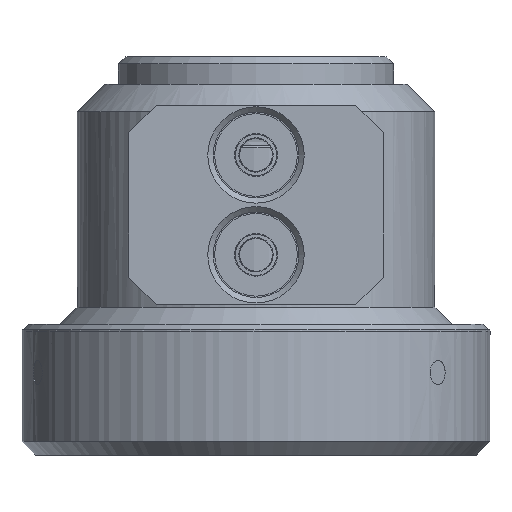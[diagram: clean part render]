
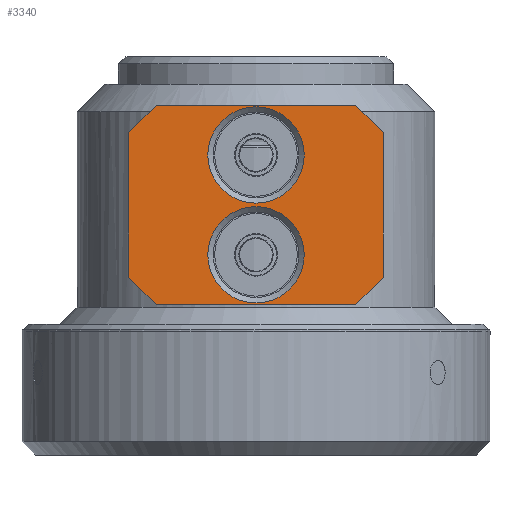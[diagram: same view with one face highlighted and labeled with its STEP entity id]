
A CAD part, front view. The second image highlights one B-rep face of the part: STEP entity #3340.
In plain terms, the highlighted face is planar.
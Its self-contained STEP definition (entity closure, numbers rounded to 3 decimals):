
#151=PLANE('',#3720);
#291=CIRCLE('',#3721,3.5);
#292=CIRCLE('',#3722,3.5);
#440=LINE('',#6812,#588);
#443=LINE('',#6818,#591);
#449=LINE('',#6831,#597);
#450=LINE('',#6833,#598);
#454=LINE('',#6842,#602);
#456=LINE('',#6849,#604);
#457=LINE('',#6851,#605);
#458=LINE('',#6852,#606);
#588=VECTOR('',#4201,1000.);
#591=VECTOR('',#4206,1000.);
#597=VECTOR('',#4214,1000.);
#598=VECTOR('',#4217,1000.);
#602=VECTOR('',#4223,1000.);
#604=VECTOR('',#4231,1000.);
#605=VECTOR('',#4232,1000.);
#606=VECTOR('',#4233,1000.);
#1095=ORIENTED_EDGE('',*,*,#1871,.T.);
#1096=ORIENTED_EDGE('',*,*,#1872,.T.);
#1097=ORIENTED_EDGE('',*,*,#1873,.T.);
#1098=ORIENTED_EDGE('',*,*,#1858,.F.);
#1099=ORIENTED_EDGE('',*,*,#1864,.T.);
#1100=ORIENTED_EDGE('',*,*,#1874,.T.);
#1101=ORIENTED_EDGE('',*,*,#1865,.T.);
#1102=ORIENTED_EDGE('',*,*,#1855,.T.);
#1103=ORIENTED_EDGE('',*,*,#1869,.T.);
#1104=ORIENTED_EDGE('',*,*,#1875,.T.);
#1855=EDGE_CURVE('',#2276,#2275,#440,.T.);
#1858=EDGE_CURVE('',#2278,#2279,#443,.T.);
#1864=EDGE_CURVE('',#2278,#2283,#449,.F.);
#1865=EDGE_CURVE('',#2284,#2276,#450,.F.);
#1869=EDGE_CURVE('',#2275,#2286,#454,.F.);
#1871=EDGE_CURVE('',#2288,#2288,#291,.F.);
#1872=EDGE_CURVE('',#2289,#2289,#292,.F.);
#1873=EDGE_CURVE('',#2290,#2279,#456,.F.);
#1874=EDGE_CURVE('',#2283,#2284,#457,.T.);
#1875=EDGE_CURVE('',#2286,#2290,#458,.T.);
#2275=VERTEX_POINT('',#6811);
#2276=VERTEX_POINT('',#6813);
#2278=VERTEX_POINT('',#6819);
#2279=VERTEX_POINT('',#6820);
#2283=VERTEX_POINT('',#6830);
#2284=VERTEX_POINT('',#6834);
#2286=VERTEX_POINT('',#6840);
#2288=VERTEX_POINT('',#6846);
#2289=VERTEX_POINT('',#6848);
#2290=VERTEX_POINT('',#6850);
#2656=EDGE_LOOP('',(#1095));
#2657=EDGE_LOOP('',(#1096));
#2658=EDGE_LOOP('',(#1097,#1098,#1099,#1100,#1101,#1102,#1103,#1104));
#3025=FACE_BOUND('',#2656,.T.);
#3026=FACE_BOUND('',#2657,.T.);
#3027=FACE_BOUND('',#2658,.T.);
#3340=ADVANCED_FACE('',(#3025,#3026,#3027),#151,.T.);
#3720=AXIS2_PLACEMENT_3D('',#6844,#4225,#4226);
#3721=AXIS2_PLACEMENT_3D('',#6845,#4227,#4228);
#3722=AXIS2_PLACEMENT_3D('',#6847,#4229,#4230);
#4201=DIRECTION('',(0.,0.,-1.));
#4206=DIRECTION('',(0.,0.,-1.));
#4214=DIRECTION('',(0.,-0.707,-0.707));
#4217=DIRECTION('',(0.,-0.707,0.707));
#4223=DIRECTION('',(0.,0.707,0.707));
#4225=DIRECTION('',(-1.,0.,0.));
#4226=DIRECTION('',(0.,0.,1.));
#4227=DIRECTION('',(-1.,0.,0.));
#4228=DIRECTION('',(0.,0.,1.));
#4229=DIRECTION('',(-1.,0.,0.));
#4230=DIRECTION('',(0.,0.,1.));
#4231=DIRECTION('',(0.,0.707,-0.707));
#4232=DIRECTION('',(0.,1.,0.));
#4233=DIRECTION('',(0.,-1.,0.));
#6811=CARTESIAN_POINT('',(78.6,-290.75,12.7));
#6812=CARTESIAN_POINT('',(78.6,-290.75,25.2));
#6813=CARTESIAN_POINT('',(78.6,-290.75,23.2));
#6818=CARTESIAN_POINT('',(78.6,-309.25,25.2));
#6819=CARTESIAN_POINT('',(78.6,-309.25,23.2));
#6820=CARTESIAN_POINT('',(78.6,-309.25,12.7));
#6830=CARTESIAN_POINT('',(78.6,-307.25,25.2));
#6831=CARTESIAN_POINT('',(78.6,-303.625,28.825));
#6833=CARTESIAN_POINT('',(78.6,-296.375,28.825));
#6834=CARTESIAN_POINT('',(78.6,-292.75,25.2));
#6840=CARTESIAN_POINT('',(78.6,-292.75,10.7));
#6842=CARTESIAN_POINT('',(78.6,-292.75,10.7));
#6844=CARTESIAN_POINT('',(78.6,-300.,25.2));
#6845=CARTESIAN_POINT('',(78.6,-300.,21.575));
#6846=CARTESIAN_POINT('',(78.6,-300.,25.075));
#6847=CARTESIAN_POINT('',(78.6,-300.,14.325));
#6848=CARTESIAN_POINT('',(78.6,-300.,17.825));
#6849=CARTESIAN_POINT('',(78.6,-307.25,10.7));
#6850=CARTESIAN_POINT('',(78.6,-307.25,10.7));
#6851=CARTESIAN_POINT('',(78.6,-300.,25.2));
#6852=CARTESIAN_POINT('',(78.6,-300.,10.7));
